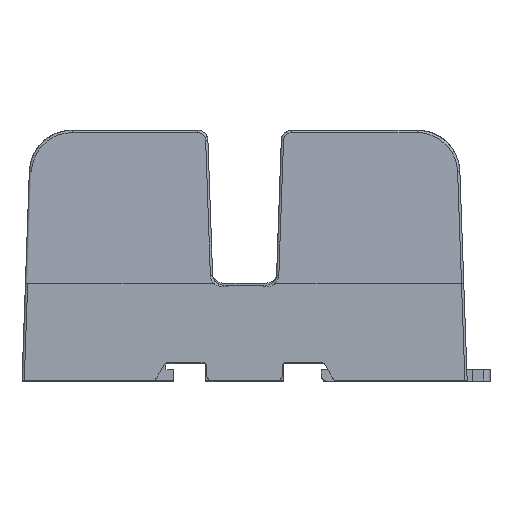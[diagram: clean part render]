
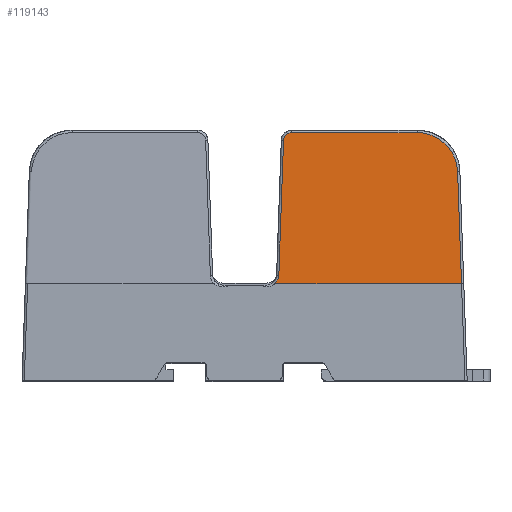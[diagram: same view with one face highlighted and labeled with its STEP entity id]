
A CAD part, top view. The second image highlights one B-rep face of the part: STEP entity #119143.
In plain terms, the highlighted planar face has unit normal (0, 0.018, 1).
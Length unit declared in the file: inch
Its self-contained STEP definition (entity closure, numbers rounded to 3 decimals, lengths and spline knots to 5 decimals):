
#9344 = EDGE_CURVE ( 'NONE', #39669, #82498, #167643, .T. ) ;
#11221 = ORIENTED_EDGE ( 'NONE', *, *, #155268, .T. ) ;
#12199 =( BOUNDED_CURVE ( )  B_SPLINE_CURVE ( 3, ( #135258, #149490, #64338, #163809 ),
 .UNSPECIFIED., .F., .F. ) 
 B_SPLINE_CURVE_WITH_KNOTS ( ( 4, 4 ),
 ( 0., 1.53589 ),
 .UNSPECIFIED. ) 
 CURVE ( )  GEOMETRIC_REPRESENTATION_ITEM ( )  RATIONAL_B_SPLINE_CURVE ( ( 1., 0.813, 0.813, 1. ) ) 
 REPRESENTATION_ITEM ( '' )  );
#21214 = CARTESIAN_POINT ( 'NONE',  ( 0.26518, 0.85, 0.8705 ) ) ;
#25328 = DIRECTION ( 'NONE',  ( 0., -0.017, -1. ) ) ;
#25717 = ORIENTED_EDGE ( 'NONE', *, *, #117866, .T. ) ;
#27636 = ORIENTED_EDGE ( 'NONE', *, *, #88196, .T. ) ;
#29458 = EDGE_CURVE ( 'NONE', #82498, #103200, #153445, .T. ) ;
#29888 = DIRECTION ( 'NONE',  ( -0.035, -0.999, 0.017 ) ) ;
#33326 = CARTESIAN_POINT ( 'NONE',  ( 1.866, 1.83274, 0.85335 ) ) ;
#34918 = VECTOR ( 'NONE', #100378, 39.37008 ) ;
#39669 = VERTEX_POINT ( 'NONE', #173608 ) ;
#46032 = CARTESIAN_POINT ( 'NONE',  ( 1.90031, 0.85, 0.8705 ) ) ;
#47572 = CARTESIAN_POINT ( 'NONE',  ( 1.85894, 2.03486, 0.84982 ) ) ;
#47852 = EDGE_CURVE ( 'NONE', #181709, #48199, #120908, .T. ) ;
#48199 = VERTEX_POINT ( 'NONE', #64780 ) ;
#58859 = LINE ( 'NONE', #90463, #134608 ) ;
#61887 = CARTESIAN_POINT ( 'NONE',  ( 1.51122, 2.17535, 0.84737 ) ) ;
#64338 = CARTESIAN_POINT ( 'NONE',  ( 0.34263, 2.14765, 0.84785 ) ) ;
#64780 = CARTESIAN_POINT ( 'NONE',  ( 1.866, 1.83274, 0.85335 ) ) ;
#68057 = CARTESIAN_POINT ( 'NONE',  ( 0.34124, 2.10779, 0.84855 ) ) ;
#71173 = CARTESIAN_POINT ( 'NONE',  ( -1.95, 0.85, 0.8705 ) ) ;
#73717 = FACE_OUTER_BOUND ( 'NONE', #134269, .T. ) ;
#77810 = VECTOR ( 'NONE', #142117, 39.37008 ) ;
#82498 = VERTEX_POINT ( 'NONE', #21214 ) ;
#88196 = EDGE_CURVE ( 'NONE', #162411, #39669, #96931, .T. ) ;
#89010 = EDGE_CURVE ( 'NONE', #135573, #115842, #58859, .T. ) ;
#90463 = CARTESIAN_POINT ( 'NONE',  ( -1.95, 2.17535, 0.84737 ) ) ;
#95464 = ORIENTED_EDGE ( 'NONE', *, *, #47852, .T. ) ;
#96931 = LINE ( 'NONE', #171056, #125890 ) ;
#98198 = EDGE_CURVE ( 'NONE', #103200, #181709, #119374, .T. ) ;
#98512 = ORIENTED_EDGE ( 'NONE', *, *, #89010, .T. ) ;
#99617 = ORIENTED_EDGE ( 'NONE', *, *, #98198, .T. ) ;
#100378 = DIRECTION ( 'NONE',  ( 1., 0., 0. ) ) ;
#103200 = VERTEX_POINT ( 'NONE', #46032 ) ;
#110441 = CARTESIAN_POINT ( 'NONE',  ( -1.95, 0.85, 0.8705 ) ) ;
#115842 = VERTEX_POINT ( 'NONE', #121403 ) ;
#117866 = EDGE_CURVE ( 'NONE', #48199, #135573, #166500, .T. ) ;
#119085 = DIRECTION ( 'NONE',  ( -1., 0., 0. ) ) ;
#119143 = ADVANCED_FACE ( 'NONE', ( #73717 ), #138523, .F. ) ;
#119374 = LINE ( 'NONE', #142760, #34918 ) ;
#120908 = LINE ( 'NONE', #143225, #158757 ) ;
#121403 = CARTESIAN_POINT ( 'NONE',  ( 0.4112, 2.17535, 0.84737 ) ) ;
#124777 = DIRECTION ( 'NONE',  ( 0., -1., 0.017 ) ) ;
#125890 = VECTOR ( 'NONE', #29888, 39.37008 ) ;
#134269 = EDGE_LOOP ( 'NONE', ( #99617, #95464, #25717, #98512, #11221, #27636, #157279, #163249 ) ) ;
#134608 = VECTOR ( 'NONE', #119085, 39.37008 ) ;
#135258 = CARTESIAN_POINT ( 'NONE',  ( 0.4112, 2.17535, 0.84737 ) ) ;
#135573 = VERTEX_POINT ( 'NONE', #144322 ) ;
#135950 = CARTESIAN_POINT ( 'NONE',  ( 0.28674, 0.87016, 0.87015 ) ) ;
#136538 = CARTESIAN_POINT ( 'NONE',  ( 0.29896, 0.89702, 0.86968 ) ) ;
#138523 = PLANE ( 'NONE',  #170787 ) ;
#142117 = DIRECTION ( 'NONE',  ( 1., 0., 0. ) ) ;
#142760 = CARTESIAN_POINT ( 'NONE',  ( -1.95, 0.85, 0.8705 ) ) ;
#143225 = CARTESIAN_POINT ( 'NONE',  ( 1.86601, 1.83239, 0.85335 ) ) ;
#144322 = CARTESIAN_POINT ( 'NONE',  ( 1.51122, 2.17535, 0.84737 ) ) ;
#147073 = CARTESIAN_POINT ( 'NONE',  ( 1.71346, 2.17535, 0.84737 ) ) ;
#149490 = CARTESIAN_POINT ( 'NONE',  ( 0.37132, 2.17535, 0.84737 ) ) ;
#150795 = CARTESIAN_POINT ( 'NONE',  ( 0.29999, 0.92651, 0.86916 ) ) ;
#153445 = LINE ( 'NONE', #71173, #77810 ) ;
#155268 = EDGE_CURVE ( 'NONE', #115842, #162411, #12199, .T. ) ;
#156889 = DIRECTION ( 'NONE',  ( -0.035, 0.999, -0.017 ) ) ;
#157279 = ORIENTED_EDGE ( 'NONE', *, *, #9344, .T. ) ;
#158757 = VECTOR ( 'NONE', #156889, 39.37008 ) ;
#158830 = CARTESIAN_POINT ( 'NONE',  ( 1.90032, 0.85, 0.8705 ) ) ;
#162411 = VERTEX_POINT ( 'NONE', #68057 ) ;
#163249 = ORIENTED_EDGE ( 'NONE', *, *, #29458, .T. ) ;
#163809 = CARTESIAN_POINT ( 'NONE',  ( 0.34124, 2.10779, 0.84855 ) ) ;
#165143 = CARTESIAN_POINT ( 'NONE',  ( 0.26518, 0.85, 0.8705 ) ) ;
#166500 =( BOUNDED_CURVE ( )  B_SPLINE_CURVE ( 3, ( #33326, #47572, #147073, #61887 ),
 .UNSPECIFIED., .F., .F. ) 
 B_SPLINE_CURVE_WITH_KNOTS ( ( 4, 4 ),
 ( 1.6057, 3.14159 ),
 .UNSPECIFIED. ) 
 CURVE ( )  GEOMETRIC_REPRESENTATION_ITEM ( )  RATIONAL_B_SPLINE_CURVE ( ( 1., 0.813, 0.813, 1. ) ) 
 REPRESENTATION_ITEM ( '' )  );
#167643 =( BOUNDED_CURVE ( )  B_SPLINE_CURVE ( 3, ( #150795, #136538, #135950, #165143 ),
 .UNSPECIFIED., .F., .F. ) 
 B_SPLINE_CURVE_WITH_KNOTS ( ( 4, 4 ),
 ( 1.6057, 2.38977 ),
 .UNSPECIFIED. ) 
 CURVE ( )  GEOMETRIC_REPRESENTATION_ITEM ( )  RATIONAL_B_SPLINE_CURVE ( ( 1., 0.949, 0.949, 1. ) ) 
 REPRESENTATION_ITEM ( '' )  );
#170787 = AXIS2_PLACEMENT_3D ( 'NONE', #110441, #25328, #124777 ) ;
#171056 = CARTESIAN_POINT ( 'NONE',  ( 0.29458, 0.77164, 0.87187 ) ) ;
#173608 = CARTESIAN_POINT ( 'NONE',  ( 0.29999, 0.92651, 0.86916 ) ) ;
#181709 = VERTEX_POINT ( 'NONE', #158830 ) ;
